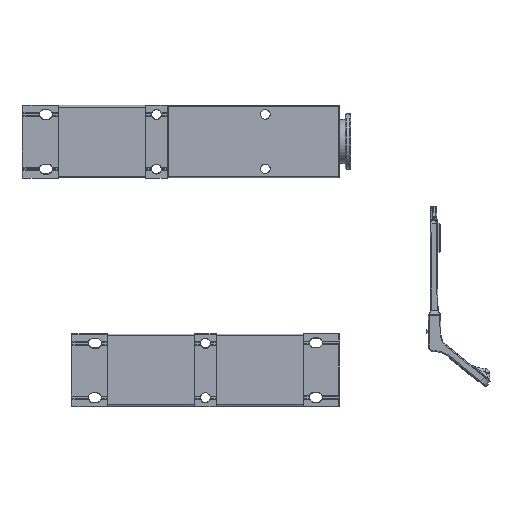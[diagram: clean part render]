
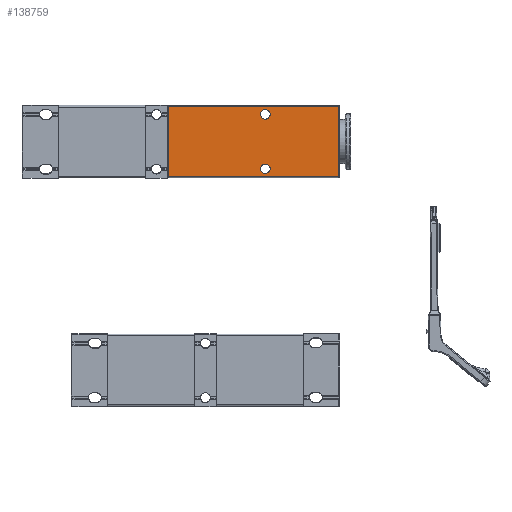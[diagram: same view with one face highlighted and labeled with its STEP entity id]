
A CAD part, left-side view. The second image highlights one B-rep face of the part: STEP entity #138759.
In plain terms, the highlighted planar face has unit normal (-1, 0, 0).
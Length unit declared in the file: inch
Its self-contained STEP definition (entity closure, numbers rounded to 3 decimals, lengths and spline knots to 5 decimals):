
#7274 = LINE ( 'NONE', #96916, #162066 ) ;
#8549 = DIRECTION ( 'NONE',  ( 0., -1., 0. ) ) ;
#10126 = VERTEX_POINT ( 'NONE', #64805 ) ;
#13985 = VERTEX_POINT ( 'NONE', #104507 ) ;
#16074 = LINE ( 'NONE', #116104, #23057 ) ;
#16773 = ORIENTED_EDGE ( 'NONE', *, *, #32024, .T. ) ;
#17616 = LINE ( 'NONE', #66976, #170096 ) ;
#19533 = DIRECTION ( 'NONE',  ( 0., 0., 1. ) ) ;
#23057 = VECTOR ( 'NONE', #160663, 39.37008 ) ;
#26334 = EDGE_CURVE ( 'NONE', #89082, #89082, #93059, .T. ) ;
#32024 = EDGE_CURVE ( 'NONE', #13985, #144048, #17616, .T. ) ;
#35286 = PLANE ( 'NONE',  #95854 ) ;
#36159 = CARTESIAN_POINT ( 'NONE',  ( -2.99192, -2.02249, 6.20299 ) ) ;
#39840 = EDGE_CURVE ( 'NONE', #144048, #163025, #113274, .T. ) ;
#42198 = CIRCLE ( 'NONE', #114037, 0.10433 ) ;
#45636 = DIRECTION ( 'NONE',  ( 1., 0., 0. ) ) ;
#51903 = FACE_BOUND ( 'NONE', #187909, .T. ) ;
#61261 = ORIENTED_EDGE ( 'NONE', *, *, #39840, .T. ) ;
#63142 = VERTEX_POINT ( 'NONE', #138473 ) ;
#64805 = CARTESIAN_POINT ( 'NONE',  ( -2.99192, 0.08381, 6.38016 ) ) ;
#66976 = CARTESIAN_POINT ( 'NONE',  ( -2.99192, -0.01462, 4.84472 ) ) ;
#72284 = ORIENTED_EDGE ( 'NONE', *, *, #91999, .T. ) ;
#80102 = FACE_OUTER_BOUND ( 'NONE', #148132, .T. ) ;
#83149 = DIRECTION ( 'NONE',  ( 0., 0., -1. ) ) ;
#89082 = VERTEX_POINT ( 'NONE', #154826 ) ;
#91720 = FACE_BOUND ( 'NONE', #187133, .T. ) ;
#91999 = EDGE_CURVE ( 'NONE', #163025, #10126, #16074, .T. ) ;
#93059 = CIRCLE ( 'NONE', #98588, 0.10433 ) ;
#95854 = AXIS2_PLACEMENT_3D ( 'NONE', #156021, #186746, #19533 ) ;
#96916 = CARTESIAN_POINT ( 'NONE',  ( -2.99192, 0.08381, 5.61244 ) ) ;
#98386 = ORIENTED_EDGE ( 'NONE', *, *, #143744, .T. ) ;
#98588 = AXIS2_PLACEMENT_3D ( 'NONE', #135528, #45636, #151224 ) ;
#104507 = CARTESIAN_POINT ( 'NONE',  ( -2.99192, 0.08381, 4.84472 ) ) ;
#113274 = LINE ( 'NONE', #182613, #178821 ) ;
#114037 = AXIS2_PLACEMENT_3D ( 'NONE', #36159, #141125, #156199 ) ;
#116104 = CARTESIAN_POINT ( 'NONE',  ( -2.99192, -0.01462, 6.38016 ) ) ;
#126093 = EDGE_CURVE ( 'NONE', #10126, #13985, #7274, .T. ) ;
#129735 = CARTESIAN_POINT ( 'NONE',  ( -2.99192, -3.61698, 4.84472 ) ) ;
#133414 = ORIENTED_EDGE ( 'NONE', *, *, #126093, .T. ) ;
#135528 = CARTESIAN_POINT ( 'NONE',  ( -2.99192, -2.02249, 5.02189 ) ) ;
#138123 = DIRECTION ( 'NONE',  ( 0., 0., 1. ) ) ;
#138473 = CARTESIAN_POINT ( 'NONE',  ( -2.99192, -2.02249, 6.30732 ) ) ;
#138759 = ADVANCED_FACE ( 'NONE', ( #80102, #91720, #51903 ), #35286, .T. ) ;
#141125 = DIRECTION ( 'NONE',  ( 1., 0., 0. ) ) ;
#141885 = CARTESIAN_POINT ( 'NONE',  ( -2.99192, -3.61698, 6.38016 ) ) ;
#143431 = ORIENTED_EDGE ( 'NONE', *, *, #26334, .T. ) ;
#143744 = EDGE_CURVE ( 'NONE', #63142, #63142, #42198, .T. ) ;
#144048 = VERTEX_POINT ( 'NONE', #129735 ) ;
#148132 = EDGE_LOOP ( 'NONE', ( #72284, #133414, #16773, #61261 ) ) ;
#151224 = DIRECTION ( 'NONE',  ( 0., 0., 1. ) ) ;
#154826 = CARTESIAN_POINT ( 'NONE',  ( -2.99192, -2.02249, 5.12622 ) ) ;
#156021 = CARTESIAN_POINT ( 'NONE',  ( -2.99192, -0.01462, 5.61244 ) ) ;
#156199 = DIRECTION ( 'NONE',  ( 0., 0., 1. ) ) ;
#160663 = DIRECTION ( 'NONE',  ( 0., 1., 0. ) ) ;
#162066 = VECTOR ( 'NONE', #83149, 39.37008 ) ;
#163025 = VERTEX_POINT ( 'NONE', #141885 ) ;
#170096 = VECTOR ( 'NONE', #8549, 39.37008 ) ;
#178821 = VECTOR ( 'NONE', #138123, 39.37008 ) ;
#182613 = CARTESIAN_POINT ( 'NONE',  ( -2.99192, -3.61698, 5.61244 ) ) ;
#186746 = DIRECTION ( 'NONE',  ( -1., 0., 0. ) ) ;
#187133 = EDGE_LOOP ( 'NONE', ( #143431 ) ) ;
#187909 = EDGE_LOOP ( 'NONE', ( #98386 ) ) ;
